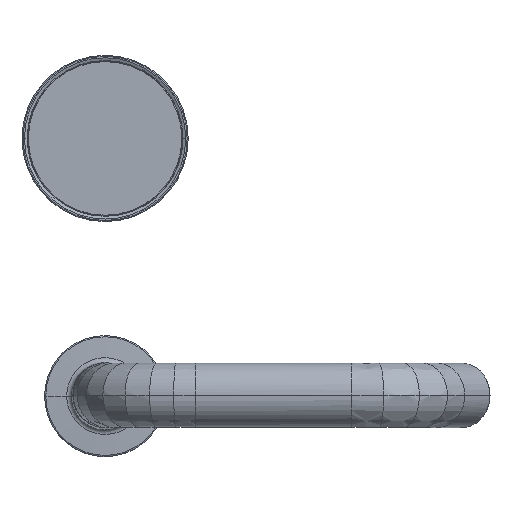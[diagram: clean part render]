
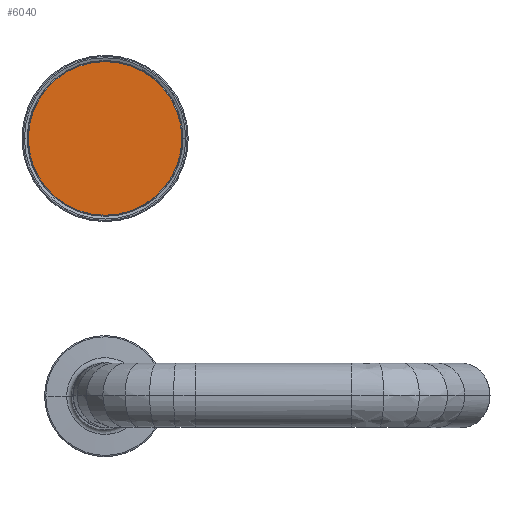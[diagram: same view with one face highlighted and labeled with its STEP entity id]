
A CAD part, top view. The second image highlights one B-rep face of the part: STEP entity #6040.
In plain terms, the highlighted planar face has unit normal (0, 0, 1).
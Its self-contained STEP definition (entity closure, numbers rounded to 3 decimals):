
#5948=CARTESIAN_POINT('Vertex',(29.8,0.,3.)) ;
#5955=CARTESIAN_POINT('Vertex',(-29.8,0.,3.)) ;
#5958=CARTESIAN_POINT('Axis2P3D Location',(0.,0.,3.)) ;
#6009=CARTESIAN_POINT('Axis2P3D Location',(0.,0.,3.)) ;
#6031=CARTESIAN_POINT('Axis2P3D Location',(0.,0.,3.)) ;
#5959=DIRECTION('Axis2P3D Direction',(-0.,0.,1.)) ;
#6010=DIRECTION('Axis2P3D Direction',(0.,-0.,1.)) ;
#6032=DIRECTION('Axis2P3D Direction',(0.,0.,1.)) ;
#6033=DIRECTION('Axis2P3D XDirection',(1.,0.,0.)) ;
#5960=AXIS2_PLACEMENT_3D('Circle Axis2P3D',#5958,#5959,$) ;
#6011=AXIS2_PLACEMENT_3D('Circle Axis2P3D',#6009,#6010,$) ;
#6034=AXIS2_PLACEMENT_3D('Plane Axis2P3D',#6031,#6032,#6033) ;
#5961=CIRCLE('generated circle',#5960,29.8) ;
#6012=CIRCLE('generated circle',#6011,29.8) ;
#6035=PLANE('',#6034) ;
#5962=EDGE_CURVE('',#5949,#5956,#5961,.T.) ;
#6013=EDGE_CURVE('',#5956,#5949,#6012,.T.) ;
#6037=ORIENTED_EDGE('',*,*,#6013,.T.) ;
#6038=ORIENTED_EDGE('',*,*,#5962,.T.) ;
#6036=EDGE_LOOP('',(#6037,#6038)) ;
#5949=VERTEX_POINT('',#5948) ;
#5956=VERTEX_POINT('',#5955) ;
#6040=ADVANCED_FACE('Hauptk\X2\00F6\X0\rper',(#6039),#6035,.T.) ;
#6039=FACE_OUTER_BOUND('',#6036,.T.) ;
